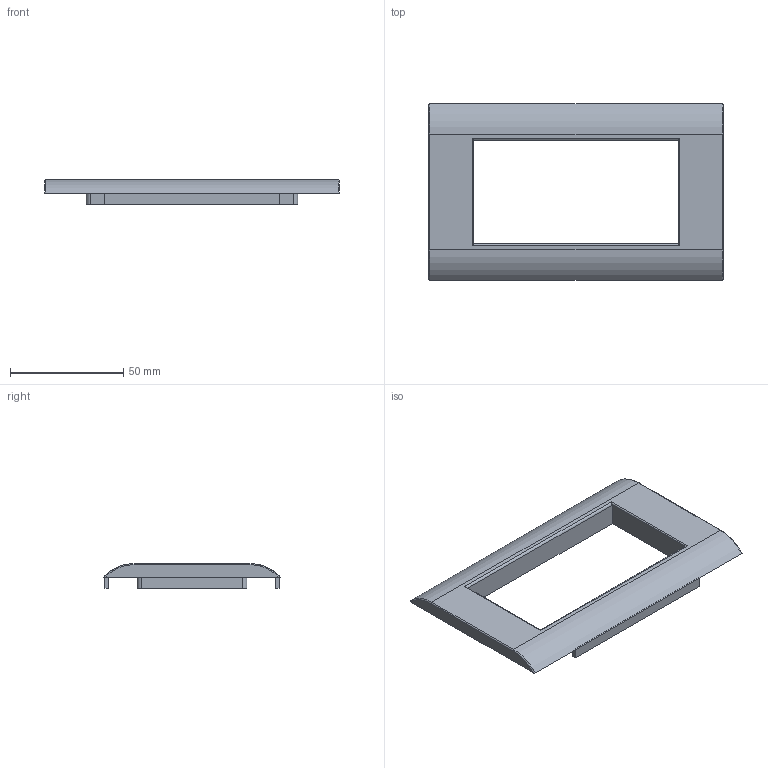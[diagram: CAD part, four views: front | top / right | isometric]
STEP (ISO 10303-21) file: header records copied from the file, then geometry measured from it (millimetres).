
FILE_DESCRIPTION(('CATIA V5 STEP Exchange','CAx-IF Rec.Pracs.--- Model Styling and Organization---1.4--- 2014-01-23'),'2;1');
FILE_NAME('638072_D009191_A-MOD-04_.stp','2020-01-03T10:00:49+00:00',('none'),('none'),'CATIA Version 5-6 Release 2017 SP3','CATIA V5 STEP AP214','none');
FILE_SCHEMA(('AUTOMOTIVE_DESIGN { 1 0 10303 214 1 1 1 1 }'));
Length unit declared in the file: millimetre
Products named in the file (1): D009191_A-MOD-04
Bounding box: 130 x 78 x 11 mm (x, y, z)
Volume: 32812.2 mm3; surface area: 19151.2 mm2
Topology: 1 solids, 1 shells, 39 faces, 98 edges, 64 vertices
Faces by surface type: plane 23, cylinder 12, torus 4
Entity records: 1181 total; most frequent: CARTESIAN_POINT 239, ORIENTED_EDGE 196, DIRECTION 162, EDGE_CURVE 98, VECTOR 66, LINE 66, VERTEX_POINT 64, AXIS2_PLACEMENT_3D 61
